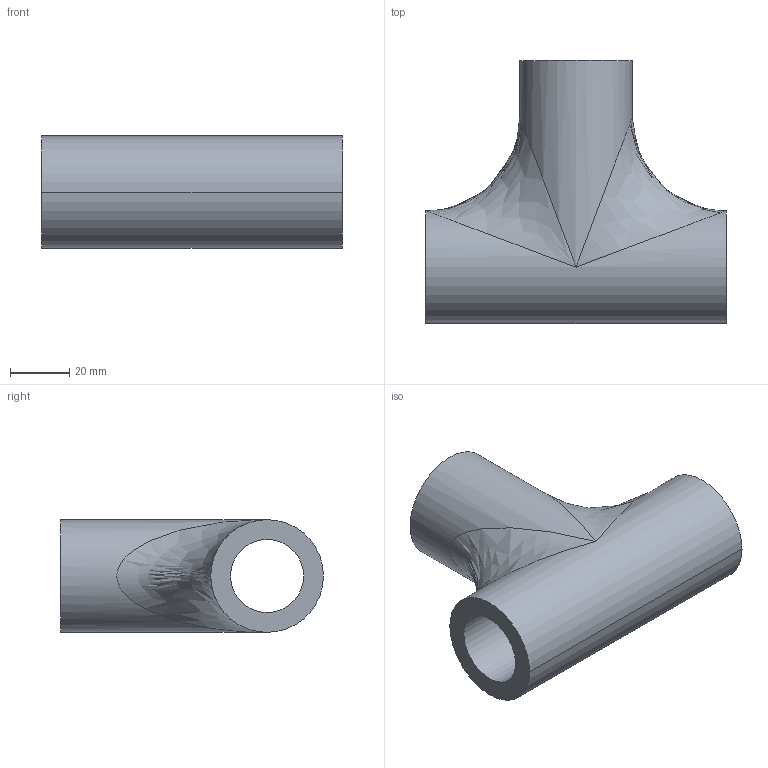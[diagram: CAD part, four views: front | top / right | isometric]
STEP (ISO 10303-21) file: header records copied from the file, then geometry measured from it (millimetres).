
FILE_DESCRIPTION(/* description */ (''),/* implementation_level */ '2;1');
FILE_NAME(/* name */ 'slider.step',/* time_stamp */ '2024-04-06T12:00:52-07:00',/* author */ (''),/* organization */ (''),/* preprocessor_version */ 'ST-DEVELOPER v20',/* originating_system */ 'Autodesk Translation Framework v12.20.1.177',/* authorisation */ '');
FILE_SCHEMA (('AUTOMOTIVE_DESIGN { 1 0 10303 214 3 1 1 }'));
Length unit declared in the file: inch
Products named in the file (1): Gianthuman3dprinter sliders
Bounding box: 101.6 x 88.9 x 38.1 mm (x, y, z)
Volume: 116097.5 mm3; surface area: 31460.6 mm2
Topology: 1 solids, 1 shells, 11 faces, 24 edges, 12 vertices
Faces by surface type: cylinder 5, plane 4, bspline 2
Full cylindrical faces by diameter (mm): 24.686 x2, 38.1 x1
Entity records: 575 total; most frequent: CARTESIAN_POINT 308, DIRECTION 56, ORIENTED_EDGE 40, AXIS2_PLACEMENT_3D 26, EDGE_CURVE 20, EDGE_LOOP 14, VERTEX_POINT 12, FACE_OUTER_BOUND 11
